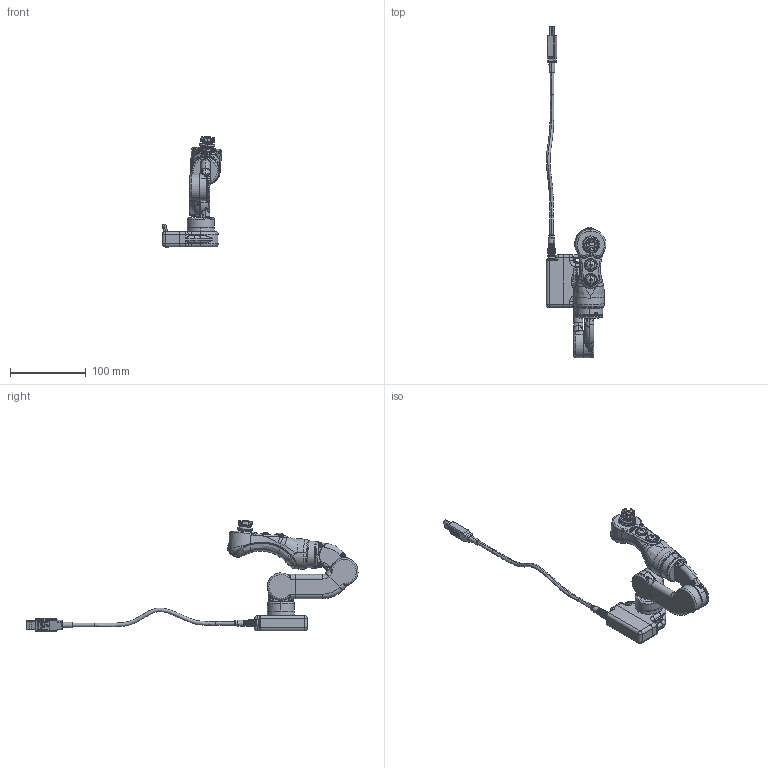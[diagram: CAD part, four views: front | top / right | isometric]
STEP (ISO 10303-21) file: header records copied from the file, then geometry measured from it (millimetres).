
FILE_DESCRIPTION (( 'STEP AP214' ), '1' );
FILE_NAME ('RM-5201-def.STEP', '2020-10-16T00:43:02', ( '' ), ( '' ), 'SwSTEP 2.0', 'SolidWorks 2019', '' );
FILE_SCHEMA (( 'AUTOMOTIVE_DESIGN' ));
Length unit declared in the file: millimetre
Products named in the file (1): RM-5201-def
Bounding box: 78.7 x 438.77 x 146.92 mm (x, y, z)
Surface area: 62193 mm2 (no closed solid volume)
Topology: 0 solids, 142 shells, 1234 faces, 4141 edges, 2948 vertices
Faces by surface type: cylinder 417, bspline 286, plane 208, torus 178, cone 111, sphere 34
Entity records: 83734 total; most frequent: CARTESIAN_POINT 39182, ORIENTED_EDGE 6288, DIRECTION 5694, EDGE_CURVE 4094, VERTEX_POINT 2946, AXIS2_PLACEMENT_3D 2327, CIRCLE 1378, EDGE_LOOP 1311
